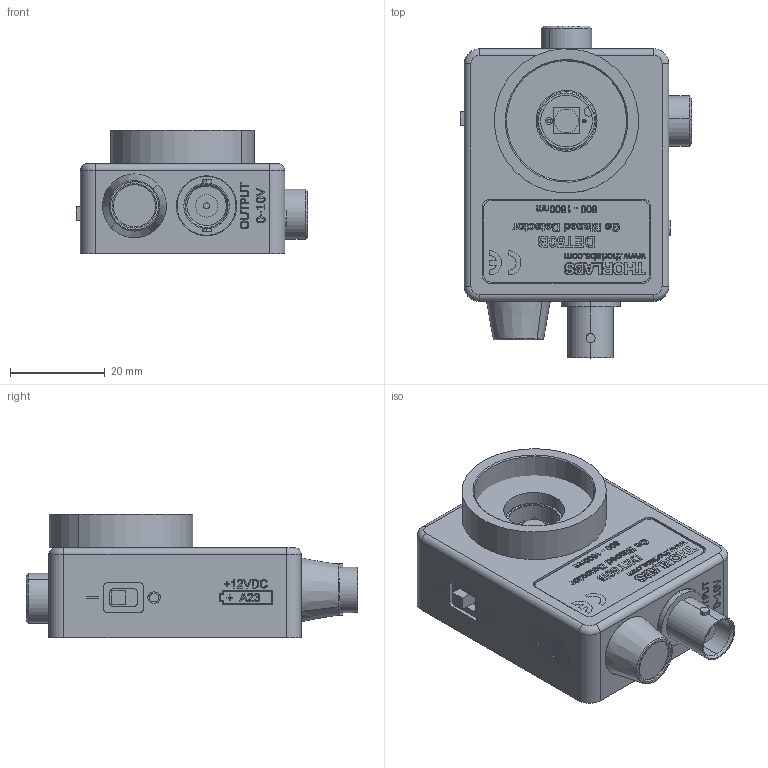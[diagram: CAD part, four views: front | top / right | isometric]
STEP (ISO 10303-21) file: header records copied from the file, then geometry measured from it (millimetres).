
FILE_DESCRIPTION (( 'STEP AP214' ), '1' );
FILE_NAME ('13124-999.STEP', '2012-09-24T19:36:56', ( 'Admin' ), ( '' ), 'SwSTEP 2.0', 'SolidWorks 2011', '' );
FILE_SCHEMA (( 'AUTOMOTIVE_DESIGN' ));
Length unit declared in the file: inch
Products named in the file (18): SH2S019-1; 13124-D02_PDA25K-LB1; 24704-E0W; 13124-006; PCB; flat head screw_ai_CR-FHMS 0.086-56x0.25x0.25-C; TL1105_RA_Shaft S; SM1T1; 13054-007; EG2208_EG2208 (On); LM1XY-10_English; No5230 SMT Bat Contact; 13051-006; BNC Nut; BNC_PMt; Battery_A23; 13051-003_Etching; 13124-999
Assembly tree (23 placements, depth 2):
  13124-999
    Battery_A23
    BNC_PMt
    BNC Nut
    13051-006
    No5230 SMT Bat Contact
    LM1XY-10_English  x2
    EG2208_EG2208 (On)
    13054-007
    SM1T1
    TL1105_RA_Shaft S
    flat head screw_ai_CR-FHMS 0.086-56x0.25x0.25-C  x4
    PCB
    13124-006
    24704-E0W
    13124-D02_PDA25K-LB1
    SH2S019-1  x3
    13051-003_Etching
Bounding box: 48.83 x 70.12 x 26.16 mm (x, y, z)
Volume: 24727 mm3; surface area: 28743.5 mm2
Topology: 24 solids, 24 shells, 2423 faces, 6296 edges, 4123 vertices
Faces by surface type: plane 1213, bspline 598, cylinder 480, cone 102, torus 30
Entity records: 119326 total; most frequent: CARTESIAN_POINT 45284, ORIENTED_EDGE 11428, DIRECTION 8380, EDGE_CURVE 5714, VERTEX_POINT 3771, VECTOR 3688, LINE 3688, EDGE_LOOP 2469
